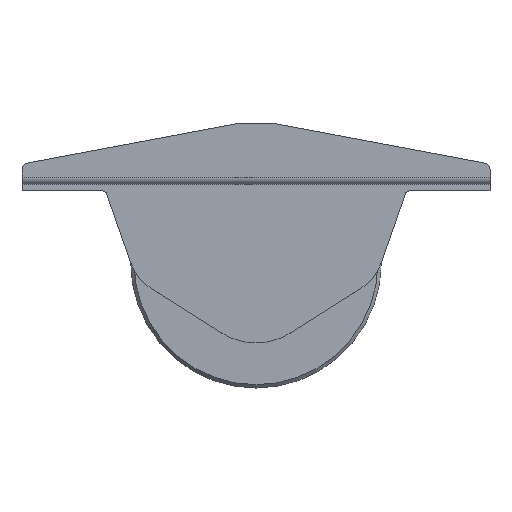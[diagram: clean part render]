
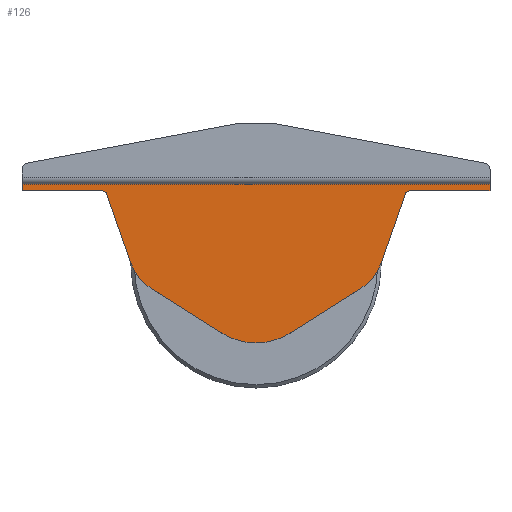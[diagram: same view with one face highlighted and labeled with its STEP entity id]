
A CAD part, top view. The second image highlights one B-rep face of the part: STEP entity #126.
In plain terms, the highlighted planar face has unit normal (0, 0, 1).
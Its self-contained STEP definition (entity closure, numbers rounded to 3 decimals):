
#42 = ORIENTED_EDGE ( 'NONE', *, *, #622, .T. ) ;
#82 = VERTEX_POINT ( 'NONE', #1096 ) ;
#91 = VERTEX_POINT ( 'NONE', #1139 ) ;
#94 = EDGE_CURVE ( 'NONE', #91, #82, #1136, .T. ) ;
#123 = EDGE_CURVE ( 'NONE', #125, #91, #1207, .T. ) ;
#124 = ORIENTED_EDGE ( 'NONE', *, *, #123, .F. ) ;
#125 = VERTEX_POINT ( 'NONE', #1202 ) ;
#126 = ADVANCED_FACE ( 'NONE', ( #1201 ), #1200, .F. ) ;
#132 = EDGE_LOOP ( 'NONE', ( #124, #42, #618, #261, #263, #610, #277, #286, #625, #623, #275, #217, #285, #609, #267 ) ) ;
#165 = EDGE_CURVE ( 'NONE', #368, #198, #1252, .T. ) ;
#197 = EDGE_CURVE ( 'NONE', #198, #200, #1317, .T. ) ;
#198 = VERTEX_POINT ( 'NONE', #1374 ) ;
#200 = VERTEX_POINT ( 'NONE', #1373 ) ;
#215 = VERTEX_POINT ( 'NONE', #1361 ) ;
#216 = EDGE_CURVE ( 'NONE', #215, #268, #1360, .T. ) ;
#217 = ORIENTED_EDGE ( 'NONE', *, *, #216, .F. ) ;
#261 = ORIENTED_EDGE ( 'NONE', *, *, #648, .T. ) ;
#263 = ORIENTED_EDGE ( 'NONE', *, *, #265, .T. ) ;
#265 = EDGE_CURVE ( 'NONE', #283, #641, #1411, .T. ) ;
#267 = ORIENTED_EDGE ( 'NONE', *, *, #94, .F. ) ;
#268 = VERTEX_POINT ( 'NONE', #1406 ) ;
#270 = EDGE_CURVE ( 'NONE', #268, #611, #1471, .T. ) ;
#271 = VERTEX_POINT ( 'NONE', #1466 ) ;
#273 = EDGE_CURVE ( 'NONE', #82, #280, #1464, .T. ) ;
#275 = ORIENTED_EDGE ( 'NONE', *, *, #270, .F. ) ;
#277 = ORIENTED_EDGE ( 'NONE', *, *, #361, .F. ) ;
#279 = EDGE_CURVE ( 'NONE', #280, #215, #1455, .T. ) ;
#280 = VERTEX_POINT ( 'NONE', #1450 ) ;
#283 = VERTEX_POINT ( 'NONE', #1444 ) ;
#285 = ORIENTED_EDGE ( 'NONE', *, *, #279, .F. ) ;
#286 = ORIENTED_EDGE ( 'NONE', *, *, #165, .T. ) ;
#356 = VERTEX_POINT ( 'NONE', #1574 ) ;
#361 = EDGE_CURVE ( 'NONE', #368, #356, #1565, .T. ) ;
#368 = VERTEX_POINT ( 'NONE', #1610 ) ;
#609 = ORIENTED_EDGE ( 'NONE', *, *, #273, .F. ) ;
#610 = ORIENTED_EDGE ( 'NONE', *, *, #635, .T. ) ;
#611 = VERTEX_POINT ( 'NONE', #2024 ) ;
#618 = ORIENTED_EDGE ( 'NONE', *, *, #647, .T. ) ;
#622 = EDGE_CURVE ( 'NONE', #125, #271, #2005, .T. ) ;
#623 = ORIENTED_EDGE ( 'NONE', *, *, #624, .F. ) ;
#624 = EDGE_CURVE ( 'NONE', #611, #200, #2001, .T. ) ;
#625 = ORIENTED_EDGE ( 'NONE', *, *, #197, .T. ) ;
#634 = VERTEX_POINT ( 'NONE', #2042 ) ;
#635 = EDGE_CURVE ( 'NONE', #641, #356, #2041, .T. ) ;
#641 = VERTEX_POINT ( 'NONE', #2090 ) ;
#647 = EDGE_CURVE ( 'NONE', #271, #634, #2076, .T. ) ;
#648 = EDGE_CURVE ( 'NONE', #634, #283, #2077, .T. ) ;
#1096 = CARTESIAN_POINT ( 'NONE',  ( -10.236, -21.044, 9.5 ) ) ;
#1132 = DIRECTION ( 'NONE',  ( 0., -1., 0. ) ) ;
#1133 = DIRECTION ( 'NONE',  ( 0., 0., -1. ) ) ;
#1134 = CARTESIAN_POINT ( 'NONE',  ( 0., -4.8, 9.5 ) ) ;
#1135 = AXIS2_PLACEMENT_3D ( 'NONE', #1134, #1133, #1132 ) ;
#1136 = CIRCLE ( 'NONE', #1135, 19.2 ) ;
#1139 = CARTESIAN_POINT ( 'NONE',  ( 0., -24., 9.5 ) ) ;
#1196 = DIRECTION ( 'NONE',  ( -1., 0., 0. ) ) ;
#1197 = DIRECTION ( 'NONE',  ( 0., 0., -1. ) ) ;
#1198 = CARTESIAN_POINT ( 'NONE',  ( 70., -24., 9.5 ) ) ;
#1199 = AXIS2_PLACEMENT_3D ( 'NONE', #1198, #1197, #1196 ) ;
#1200 = PLANE ( 'NONE',  #1199 ) ;
#1201 = FACE_OUTER_BOUND ( 'NONE', #132, .T. ) ;
#1202 = CARTESIAN_POINT ( 'NONE',  ( 10.236, -21.044, 9.5 ) ) ;
#1203 = DIRECTION ( 'NONE',  ( 0., -1., 0. ) ) ;
#1204 = DIRECTION ( 'NONE',  ( 0., 0., -1. ) ) ;
#1205 = CARTESIAN_POINT ( 'NONE',  ( 0., -4.8, 9.5 ) ) ;
#1206 = AXIS2_PLACEMENT_3D ( 'NONE', #1205, #1204, #1203 ) ;
#1207 = CIRCLE ( 'NONE', #1206, 19.2 ) ;
#1252 = LINE ( 'NONE', #1313, #1312 ) ;
#1311 = DIRECTION ( 'NONE',  ( -1., 0., 0. ) ) ;
#1312 = VECTOR ( 'NONE', #1311, 1000. ) ;
#1313 = CARTESIAN_POINT ( 'NONE',  ( 70., 23.5, 9.5 ) ) ;
#1314 = DIRECTION ( 'NONE',  ( 0., -1., 0. ) ) ;
#1315 = VECTOR ( 'NONE', #1314, 1000. ) ;
#1316 = CARTESIAN_POINT ( 'NONE',  ( -70., -24., 9.5 ) ) ;
#1317 = LINE ( 'NONE', #1316, #1315 ) ;
#1357 = DIRECTION ( 'NONE',  ( -0.329, 0.944, 0. ) ) ;
#1358 = VECTOR ( 'NONE', #1357, 1000. ) ;
#1359 = CARTESIAN_POINT ( 'NONE',  ( -44.649, 20.494, 9.5 ) ) ;
#1360 = LINE ( 'NONE', #1359, #1358 ) ;
#1361 = CARTESIAN_POINT ( 'NONE',  ( -37.5, 0., 9.5 ) ) ;
#1373 = CARTESIAN_POINT ( 'NONE',  ( -70., 21.5, 9.5 ) ) ;
#1374 = CARTESIAN_POINT ( 'NONE',  ( -70., 23.5, 9.5 ) ) ;
#1406 = CARTESIAN_POINT ( 'NONE',  ( -44.649, 20.494, 9.5 ) ) ;
#1407 = DIRECTION ( 'NONE',  ( 0., -1., 0. ) ) ;
#1408 = DIRECTION ( 'NONE',  ( 0., 0., -1. ) ) ;
#1409 = CARTESIAN_POINT ( 'NONE',  ( 46.065, 20., 9.5 ) ) ;
#1410 = AXIS2_PLACEMENT_3D ( 'NONE', #1409, #1408, #1407 ) ;
#1411 = CIRCLE ( 'NONE', #1410, 1.5 ) ;
#1444 = CARTESIAN_POINT ( 'NONE',  ( 44.649, 20.494, 9.5 ) ) ;
#1450 = CARTESIAN_POINT ( 'NONE',  ( -31.334, -7.75, 9.5 ) ) ;
#1451 = DIRECTION ( 'NONE',  ( 0., 1., 0. ) ) ;
#1452 = DIRECTION ( 'NONE',  ( 0., 0., -1. ) ) ;
#1453 = CARTESIAN_POINT ( 'NONE',  ( -23.337, 4.941, 9.5 ) ) ;
#1454 = AXIS2_PLACEMENT_3D ( 'NONE', #1453, #1452, #1451 ) ;
#1455 = CIRCLE ( 'NONE', #1454, 15. ) ;
#1461 = DIRECTION ( 'NONE',  ( -0.846, 0.533, 0. ) ) ;
#1462 = VECTOR ( 'NONE', #1461, 1000. ) ;
#1463 = CARTESIAN_POINT ( 'NONE',  ( -31.334, -7.75, 9.5 ) ) ;
#1464 = LINE ( 'NONE', #1463, #1462 ) ;
#1466 = CARTESIAN_POINT ( 'NONE',  ( 31.334, -7.75, 9.5 ) ) ;
#1467 = DIRECTION ( 'NONE',  ( 0., -1., 0. ) ) ;
#1468 = DIRECTION ( 'NONE',  ( 0., 0., 1. ) ) ;
#1469 = CARTESIAN_POINT ( 'NONE',  ( -46.065, 20., 9.5 ) ) ;
#1470 = AXIS2_PLACEMENT_3D ( 'NONE', #1469, #1468, #1467 ) ;
#1471 = CIRCLE ( 'NONE', #1470, 1.5 ) ;
#1565 = LINE ( 'NONE', #1624, #1623 ) ;
#1574 = CARTESIAN_POINT ( 'NONE',  ( 70., 21.5, 9.5 ) ) ;
#1610 = CARTESIAN_POINT ( 'NONE',  ( 70., 23.5, 9.5 ) ) ;
#1622 = DIRECTION ( 'NONE',  ( 0., -1., 0. ) ) ;
#1623 = VECTOR ( 'NONE', #1622, 1000. ) ;
#1624 = CARTESIAN_POINT ( 'NONE',  ( 70., -24., 9.5 ) ) ;
#2000 = CARTESIAN_POINT ( 'NONE',  ( -70., 21.5, 9.5 ) ) ;
#2001 = LINE ( 'NONE', #2000, #2061 ) ;
#2002 = DIRECTION ( 'NONE',  ( 0.846, 0.533, 0. ) ) ;
#2003 = VECTOR ( 'NONE', #2002, 1000. ) ;
#2004 = CARTESIAN_POINT ( 'NONE',  ( 31.334, -7.75, 9.5 ) ) ;
#2005 = LINE ( 'NONE', #2004, #2003 ) ;
#2024 = CARTESIAN_POINT ( 'NONE',  ( -46.065, 21.5, 9.5 ) ) ;
#2038 = DIRECTION ( 'NONE',  ( 1., 0., 0. ) ) ;
#2039 = VECTOR ( 'NONE', #2038, 1000. ) ;
#2040 = CARTESIAN_POINT ( 'NONE',  ( 70., 21.5, 9.5 ) ) ;
#2041 = LINE ( 'NONE', #2040, #2039 ) ;
#2042 = CARTESIAN_POINT ( 'NONE',  ( 37.5, 0., 9.5 ) ) ;
#2060 = DIRECTION ( 'NONE',  ( -1., 0., 0. ) ) ;
#2061 = VECTOR ( 'NONE', #2060, 1000. ) ;
#2069 = DIRECTION ( 'NONE',  ( 0.329, 0.944, 0. ) ) ;
#2070 = VECTOR ( 'NONE', #2069, 1000. ) ;
#2071 = CARTESIAN_POINT ( 'NONE',  ( 44.649, 20.494, 9.5 ) ) ;
#2072 = DIRECTION ( 'NONE',  ( 0., 1., 0. ) ) ;
#2073 = DIRECTION ( 'NONE',  ( 0., 0., 1. ) ) ;
#2074 = CARTESIAN_POINT ( 'NONE',  ( 23.337, 4.941, 9.5 ) ) ;
#2075 = AXIS2_PLACEMENT_3D ( 'NONE', #2074, #2073, #2072 ) ;
#2076 = CIRCLE ( 'NONE', #2075, 15. ) ;
#2077 = LINE ( 'NONE', #2071, #2070 ) ;
#2090 = CARTESIAN_POINT ( 'NONE',  ( 46.065, 21.5, 9.5 ) ) ;
